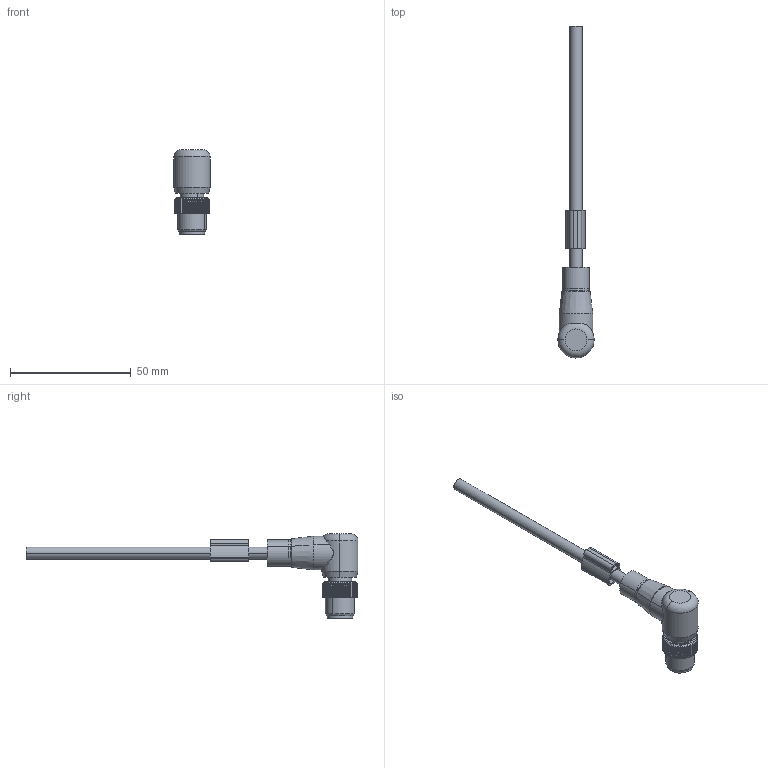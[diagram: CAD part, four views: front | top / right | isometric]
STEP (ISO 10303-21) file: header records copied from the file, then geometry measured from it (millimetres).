
FILE_DESCRIPTION(('CATIA V5 STEP Exchange','CAx-IF Rec.Pracs.--- Model Styling and Organization---1.4--- 2014-01-23'),'2;1');
FILE_NAME ('026064-3_0_1906501000_1906501000.stp','2020-04-14T05:18:16+00:00',('none'),('Weidmueller'),'CATIA Version 5-6 Release 2016 SP3 HF44','CATIA V5 STEP AP214','none');
FILE_SCHEMA(('AUTOMOTIVE_DESIGN { 1 0 10303 214 1 1 1 1 }'));
Length unit declared in the file: millimetre
Products named in the file (1): 1906501000
Bounding box: 15 x 137.5 x 35 mm (x, y, z)
Volume: 10033 mm3; surface area: 9343.6 mm2
Topology: 9 solids, 9 shells, 879 faces, 2362 edges, 1511 vertices
Faces by surface type: cylinder 337, plane 270, cone 128, torus 90, bspline 34, sphere 8, extrusion 8, revolution 4
Entity records: 27780 total; most frequent: CARTESIAN_POINT 8462, ORIENTED_EDGE 4692, DIRECTION 2769, EDGE_CURVE 2346, VERTEX_POINT 1511, AXIS2_PLACEMENT_3D 1383, EDGE_LOOP 937, ADVANCED_FACE 879
